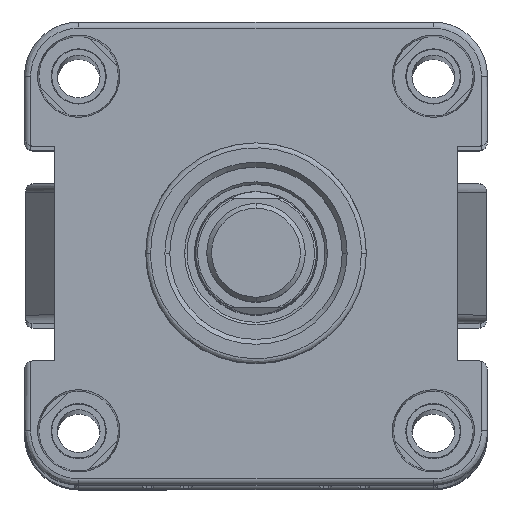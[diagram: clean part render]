
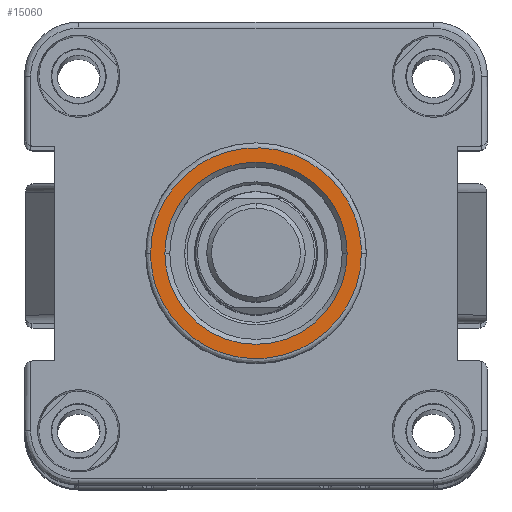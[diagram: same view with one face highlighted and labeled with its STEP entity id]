
A CAD part, top view. The second image highlights one B-rep face of the part: STEP entity #15060.
In plain terms, the highlighted face is planar.
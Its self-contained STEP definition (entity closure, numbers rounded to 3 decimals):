
#583 = VERTEX_POINT ( 'NONE', #13573 ) ;
#668 = PLANE ( 'NONE',  #18299 ) ;
#1449 = VERTEX_POINT ( 'NONE', #6851 ) ;
#3057 = FACE_BOUND ( 'NONE', #10135, .T. ) ;
#3888 = EDGE_CURVE ( 'NONE', #23025, #1449, #15141, .T. ) ;
#3951 = CARTESIAN_POINT ( 'NONE',  ( 166., 42.8, 21.4 ) ) ;
#4602 = CARTESIAN_POINT ( 'NONE',  ( 166., 0., 0. ) ) ;
#4714 = AXIS2_PLACEMENT_3D ( 'NONE', #4602, #4870, #15175 ) ;
#4721 = FACE_OUTER_BOUND ( 'NONE', #18591, .T. ) ;
#4870 = DIRECTION ( 'NONE',  ( 1., 0., 0. ) ) ;
#6851 = CARTESIAN_POINT ( 'NONE',  ( 166., 0., 18.5 ) ) ;
#7030 = ORIENTED_EDGE ( 'NONE', *, *, #3888, .F. ) ;
#7234 = EDGE_CURVE ( 'NONE', #583, #10863, #17748, .T. ) ;
#7300 = DIRECTION ( 'NONE',  ( 0., 0., -1. ) ) ;
#8469 = CARTESIAN_POINT ( 'NONE',  ( 166., -42.8, 21.4 ) ) ;
#10135 = EDGE_LOOP ( 'NONE', ( #7030, #20834 ) ) ;
#10408 = CARTESIAN_POINT ( 'NONE',  ( 166., -42.8, -21.4 ) ) ;
#10493 = CARTESIAN_POINT ( 'NONE',  ( 166., 0., -21.4 ) ) ;
#10659 = AXIS2_PLACEMENT_3D ( 'NONE', #15991, #11692, #7300 ) ;
#10863 = VERTEX_POINT ( 'NONE', #17585 ) ;
#11692 = DIRECTION ( 'NONE',  ( 1., 0., 0. ) ) ;
#11856 = EDGE_CURVE ( 'NONE', #1449, #23025, #19662, .T. ) ;
#12484 = ORIENTED_EDGE ( 'NONE', *, *, #26465, .F. ) ;
#12494 = CARTESIAN_POINT ( 'NONE',  ( 166., 0., 21.4 ) ) ;
#13232 =( BOUNDED_CURVE ( )  B_SPLINE_CURVE ( 3, ( #14795, #10408, #8469, #12494 ),
 .UNSPECIFIED., .F., .F. ) 
 B_SPLINE_CURVE_WITH_KNOTS ( ( 4, 4 ),
 ( 0., 1. ),
 .UNSPECIFIED. ) 
 CURVE ( )  GEOMETRIC_REPRESENTATION_ITEM ( )  RATIONAL_B_SPLINE_CURVE ( ( 1., 0.333, 0.333, 1. ) ) 
 REPRESENTATION_ITEM ( '' )  );
#13573 = CARTESIAN_POINT ( 'NONE',  ( 166., 0., 21.4 ) ) ;
#14795 = CARTESIAN_POINT ( 'NONE',  ( 166., 0., -21.4 ) ) ;
#15060 = ADVANCED_FACE ( 'NONE', ( #4721, #3057 ), #668, .F. ) ;
#15141 = CIRCLE ( 'NONE', #10659, 18.5 ) ;
#15175 = DIRECTION ( 'NONE',  ( 0., 0., -1. ) ) ;
#15991 = CARTESIAN_POINT ( 'NONE',  ( 166., 0., 0. ) ) ;
#17571 = CARTESIAN_POINT ( 'NONE',  ( 166., 17.5, 0. ) ) ;
#17585 = CARTESIAN_POINT ( 'NONE',  ( 166., 0., -21.4 ) ) ;
#17748 =( BOUNDED_CURVE ( )  B_SPLINE_CURVE ( 3, ( #23346, #3951, #23183, #10493 ),
 .UNSPECIFIED., .F., .F. ) 
 B_SPLINE_CURVE_WITH_KNOTS ( ( 4, 4 ),
 ( 0., 1. ),
 .UNSPECIFIED. ) 
 CURVE ( )  GEOMETRIC_REPRESENTATION_ITEM ( )  RATIONAL_B_SPLINE_CURVE ( ( 1., 0.333, 0.333, 1. ) ) 
 REPRESENTATION_ITEM ( '' )  );
#18299 = AXIS2_PLACEMENT_3D ( 'NONE', #17571, #22025, #24167 ) ;
#18591 = EDGE_LOOP ( 'NONE', ( #22145, #12484 ) ) ;
#19662 = CIRCLE ( 'NONE', #4714, 18.5 ) ;
#20834 = ORIENTED_EDGE ( 'NONE', *, *, #11856, .F. ) ;
#22025 = DIRECTION ( 'NONE',  ( -1., 0., 0. ) ) ;
#22145 = ORIENTED_EDGE ( 'NONE', *, *, #7234, .F. ) ;
#23025 = VERTEX_POINT ( 'NONE', #23961 ) ;
#23183 = CARTESIAN_POINT ( 'NONE',  ( 166., 42.8, -21.4 ) ) ;
#23346 = CARTESIAN_POINT ( 'NONE',  ( 166., 0., 21.4 ) ) ;
#23961 = CARTESIAN_POINT ( 'NONE',  ( 166., 0., -18.5 ) ) ;
#24167 = DIRECTION ( 'NONE',  ( 0., 0., 1. ) ) ;
#26465 = EDGE_CURVE ( 'NONE', #10863, #583, #13232, .T. ) ;
